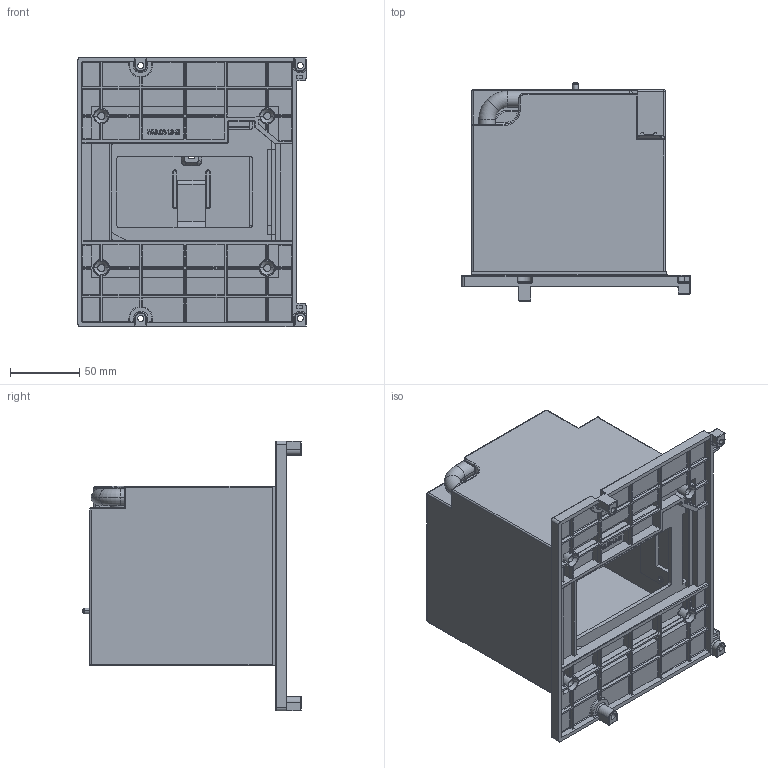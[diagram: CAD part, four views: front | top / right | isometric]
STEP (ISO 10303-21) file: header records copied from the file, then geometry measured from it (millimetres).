
FILE_DESCRIPTION((''),'2;1');
FILE_NAME('NM8N-800_DIANCAO_ASM','2020-11-04T17:09:58',('zhxmin'),(''),'CREO PARAMETRIC BY PTC INC, 2018020','CREO PARAMETRIC BY PTC INC, 2018020','');
FILE_SCHEMA(('CONFIG_CONTROL_DESIGN','SHAPE_APPEARANCE_LAYERS_GROUPS'));
Length unit declared in the file: metre
Products named in the file (8): WF8_310000; PRT5020_1; 0001; 0002; 00; 800NDIZUO; ASM0236_ASM; NM8N-800_DIANCAO_ASM
Assembly tree (7 placements, depth 3):
  NM8N-800_DIANCAO_ASM
    ASM0236_ASM
      WF8_310000
      PRT5020_1
      0001
      0002
      00
      800NDIZUO
Bounding box: 165.25 x 158 x 195 mm (x, y, z)
Volume: 412156.2 mm3; surface area: 300822.6 mm2
Topology: 6 solids, 6 shells, 1600 faces, 4395 edges, 2729 vertices
Faces by surface type: plane 705, cylinder 607, sphere 117, extrusion 68, torus 64, cone 20, bspline 19
Entity records: 60968 total; most frequent: CARTESIAN_POINT 13507, ORIENTED_EDGE 8560, DIRECTION 8465, EDGE_CURVE 4280, AXIS2_PLACEMENT_3D 2953, VERTEX_POINT 2729, VECTOR 2559, LINE 2491
